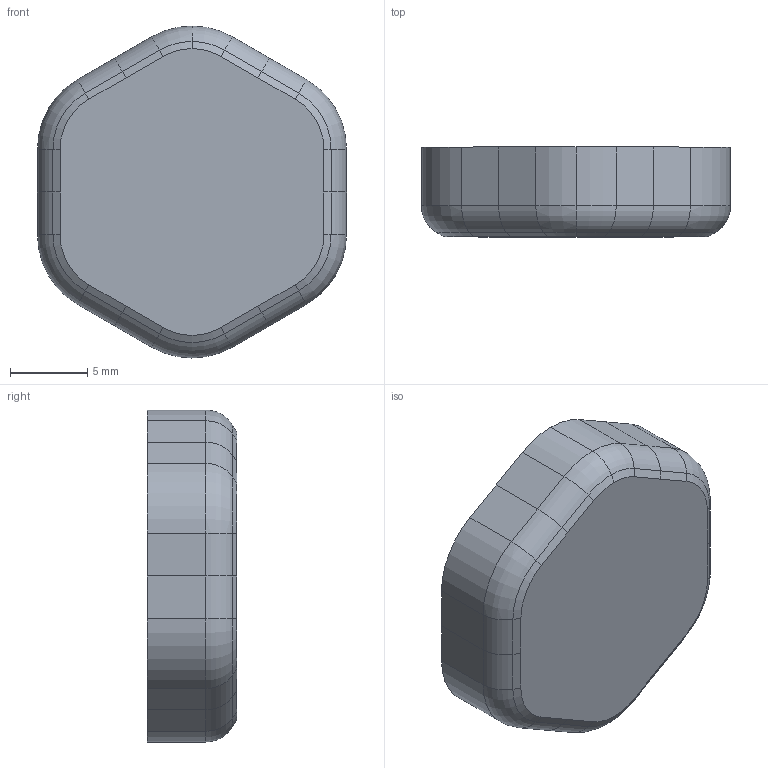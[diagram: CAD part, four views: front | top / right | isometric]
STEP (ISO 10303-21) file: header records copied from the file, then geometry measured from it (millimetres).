
FILE_DESCRIPTION (( 'STEP AP214' ), '1' );
FILE_NAME ('Button V4 Hex 20mm.STEP', '2022-10-16T11:43:32', ( '' ), ( '' ), 'SwSTEP 2.0', 'SolidWorks 2022', '' );
FILE_SCHEMA (( 'AUTOMOTIVE_DESIGN' ));
Length unit declared in the file: millimetre
Products named in the file (1): Button V4 Hex 20mm
Bounding box: 20 x 5.8 x 21.49 mm (x, y, z)
Volume: 923 mm3; surface area: 1300.4 mm2
Topology: 1 solids, 1 shells, 131 faces, 288 edges, 161 vertices
Faces by surface type: plane 70, cylinder 31, cone 16, torus 14
Entity records: 3523 total; most frequent: DIRECTION 643, CARTESIAN_POINT 581, ORIENTED_EDGE 576, EDGE_CURVE 288, AXIS2_PLACEMENT_3D 223, VECTOR 197, LINE 197, VERTEX_POINT 161
